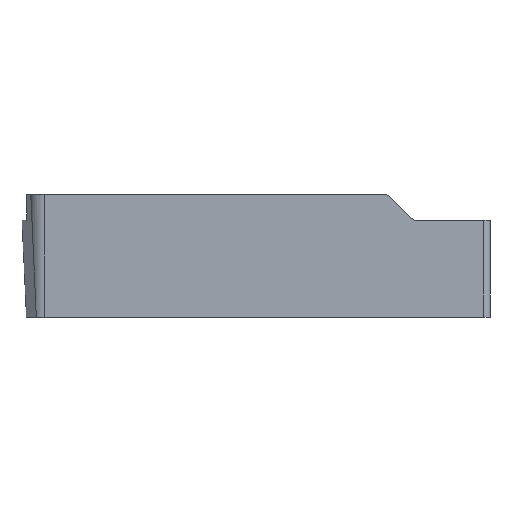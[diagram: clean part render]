
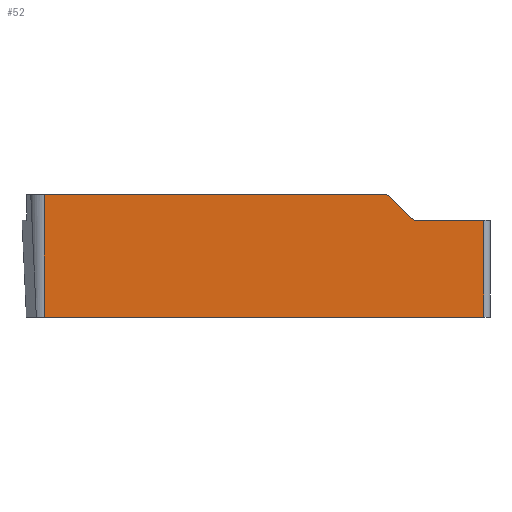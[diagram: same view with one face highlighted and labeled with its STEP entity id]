
A CAD part, left-side view. The second image highlights one B-rep face of the part: STEP entity #52.
In plain terms, the highlighted planar face has unit normal (-1, 0, 0).
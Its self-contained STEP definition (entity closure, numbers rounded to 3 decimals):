
#52=ADVANCED_FACE('',(#87),#70,.F.);
#70=PLANE('',#499);
#87=FACE_OUTER_BOUND('',#109,.T.);
#109=EDGE_LOOP('',(#189,#190,#191,#192,#193,#194,#195,#196));
#138=CIRCLE('',#497,0.5);
#139=CIRCLE('',#498,0.3);
#189=ORIENTED_EDGE('',*,*,#306,.F.);
#190=ORIENTED_EDGE('',*,*,#338,.T.);
#191=ORIENTED_EDGE('',*,*,#339,.T.);
#192=ORIENTED_EDGE('',*,*,#340,.T.);
#193=ORIENTED_EDGE('',*,*,#341,.T.);
#194=ORIENTED_EDGE('',*,*,#342,.T.);
#195=ORIENTED_EDGE('',*,*,#343,.F.);
#196=ORIENTED_EDGE('',*,*,#330,.F.);
#266=VERTEX_POINT('',#702);
#267=VERTEX_POINT('',#704);
#287=VERTEX_POINT('',#782);
#291=VERTEX_POINT('',#796);
#292=VERTEX_POINT('',#800);
#293=VERTEX_POINT('',#802);
#294=VERTEX_POINT('',#804);
#295=VERTEX_POINT('',#806);
#306=EDGE_CURVE('',#266,#267,#364,.T.);
#330=EDGE_CURVE('',#267,#287,#377,.T.);
#338=EDGE_CURVE('',#266,#291,#382,.T.);
#339=EDGE_CURVE('',#291,#292,#383,.T.);
#340=EDGE_CURVE('',#292,#293,#138,.T.);
#341=EDGE_CURVE('',#293,#294,#384,.T.);
#342=EDGE_CURVE('',#294,#295,#139,.T.);
#343=EDGE_CURVE('',#287,#295,#385,.T.);
#364=LINE('',#703,#401);
#377=LINE('',#781,#414);
#382=LINE('',#797,#419);
#383=LINE('',#799,#420);
#384=LINE('',#803,#421);
#385=LINE('',#807,#422);
#401=VECTOR('',#530,1.);
#414=VECTOR('',#567,1.);
#419=VECTOR('',#584,1.);
#420=VECTOR('',#587,1.);
#421=VECTOR('',#590,1.);
#422=VECTOR('',#593,1.);
#497=AXIS2_PLACEMENT_3D('',#801,#588,#589);
#498=AXIS2_PLACEMENT_3D('',#805,#591,#592);
#499=AXIS2_PLACEMENT_3D('',#808,#594,#595);
#530=DIRECTION('',(0.,1.,0.));
#567=DIRECTION('',(0.,0.,1.));
#584=DIRECTION('',(0.,0.,1.));
#587=DIRECTION('',(0.,1.,0.));
#588=DIRECTION('',(1.,0.,0.));
#589=DIRECTION('',(0.,-1.,0.));
#590=DIRECTION('',(0.,0.707,0.707));
#591=DIRECTION('',(-1.,0.,0.));
#592=DIRECTION('',(0.,1.,0.));
#593=DIRECTION('',(0.,-1.,0.));
#594=DIRECTION('',(1.,0.,0.));
#595=DIRECTION('',(0.,-1.,0.));
#702=CARTESIAN_POINT('',(-3.3,-14.1,-6.389));
#703=CARTESIAN_POINT('',(-3.3,-14.1,-6.389));
#704=CARTESIAN_POINT('',(-3.3,14.925,-6.389));
#781=CARTESIAN_POINT('',(-3.3,14.925,10.));
#782=CARTESIAN_POINT('',(-3.3,14.925,1.689));
#796=CARTESIAN_POINT('',(-3.3,-14.1,0.));
#797=CARTESIAN_POINT('',(-3.3,-14.1,10.));
#799=CARTESIAN_POINT('',(-3.3,-14.1,0.));
#800=CARTESIAN_POINT('',(-3.3,-9.647,0.));
#801=CARTESIAN_POINT('',(-3.3,-9.647,0.5));
#802=CARTESIAN_POINT('',(-3.3,-9.293,0.146));
#803=CARTESIAN_POINT('',(-3.3,-6.77,2.67));
#804=CARTESIAN_POINT('',(-3.3,-7.838,1.602));
#805=CARTESIAN_POINT('',(-3.3,-7.626,1.389));
#806=CARTESIAN_POINT('',(-3.3,-7.626,1.689));
#807=CARTESIAN_POINT('',(-3.3,-14.1,1.689));
#808=CARTESIAN_POINT('',(-3.3,-14.1,10.));
